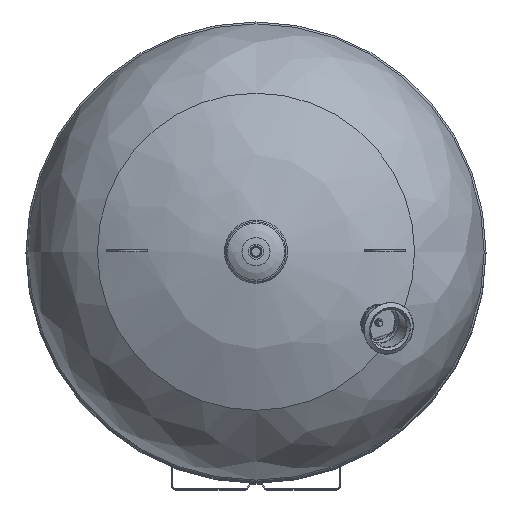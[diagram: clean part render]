
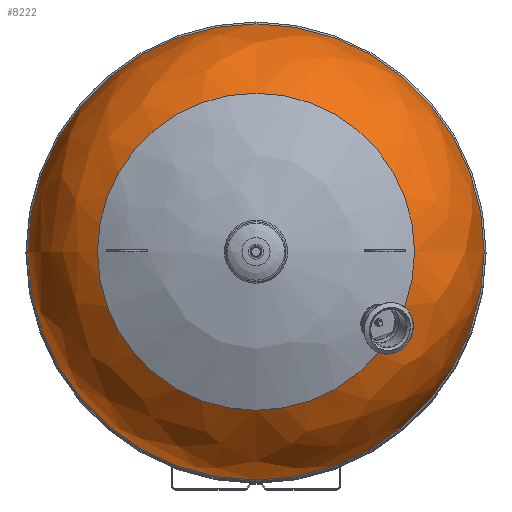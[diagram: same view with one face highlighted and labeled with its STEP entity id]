
A CAD part, top view. The second image highlights one B-rep face of the part: STEP entity #8222.
In plain terms, the highlighted free-form (B-spline) face has degree [2, 2] with [3, 9] control points.
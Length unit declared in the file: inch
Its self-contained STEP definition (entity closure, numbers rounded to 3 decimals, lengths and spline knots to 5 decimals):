
#1178=(
BOUNDED_CURVE()
B_SPLINE_CURVE(2,(#15707,#15708,#15709),.UNSPECIFIED.,.F.,.F.)
B_SPLINE_CURVE_WITH_KNOTS((3,3),(-1.05605,-0.00077),
 .UNSPECIFIED.)
CURVE()
GEOMETRIC_REPRESENTATION_ITEM()
RATIONAL_B_SPLINE_CURVE((1.,0.864,1.))
REPRESENTATION_ITEM('')
);
#1209=(
BOUNDED_SURFACE()
B_SPLINE_SURFACE(2,2,((#15680,#15681,#15682,#15683,#15684,#15685,#15686,
#15687,#15688),(#15689,#15690,#15691,#15692,#15693,#15694,#15695,#15696,
#15697),(#15698,#15699,#15700,#15701,#15702,#15703,#15704,#15705,#15706)),
 .UNSPECIFIED.,.F.,.T.,.F.)
B_SPLINE_SURFACE_WITH_KNOTS((3,3),(3,2,2,2,3),(0.00077,1.05605),
(-3.14159,-1.5708,0.,1.5708,3.14159),
 .UNSPECIFIED.)
GEOMETRIC_REPRESENTATION_ITEM()
RATIONAL_B_SPLINE_SURFACE(((1.,0.707,1.,0.707,1.,
0.707,1.,0.707,1.),(0.864,0.611,
0.864,0.611,0.864,0.611,
0.864,0.611,0.864),(1.,0.707,
1.,0.707,1.,0.707,1.,0.707,1.)))
REPRESENTATION_ITEM('')
SURFACE()
);
#2038=FACE_OUTER_BOUND('',#2707,.T.);
#2707=EDGE_LOOP('',(#6701,#6702,#6703,#6704));
#3160=CIRCLE('',#9024,14.76378);
#3161=CIRCLE('',#9025,10.26062);
#3811=VERTEX_POINT('',#15635);
#3812=VERTEX_POINT('',#15667);
#4804=EDGE_CURVE('',#3811,#3811,#3160,.T.);
#4807=EDGE_CURVE('',#3812,#3812,#3161,.T.);
#4812=EDGE_CURVE('',#3812,#3811,#1178,.T.);
#6701=ORIENTED_EDGE('',*,*,#4807,.F.);
#6702=ORIENTED_EDGE('',*,*,#4812,.T.);
#6703=ORIENTED_EDGE('',*,*,#4804,.T.);
#6704=ORIENTED_EDGE('',*,*,#4812,.F.);
#8222=ADVANCED_FACE('',(#2038),#1209,.F.);
#9024=AXIS2_PLACEMENT_3D('',#15636,#10933,#10934);
#9025=AXIS2_PLACEMENT_3D('',#15671,#10935,#10936);
#10933=DIRECTION('center_axis',(0.,0.,1.));
#10934=DIRECTION('ref_axis',(-1.,0.,0.));
#10935=DIRECTION('center_axis',(0.,0.,1.));
#10936=DIRECTION('ref_axis',(-1.,0.,0.));
#15635=CARTESIAN_POINT('',(-18.29733,-14.76378,67.4091));
#15636=CARTESIAN_POINT('Origin',(-3.53355,-14.76378,67.4091));
#15667=CARTESIAN_POINT('',(-13.79417,-14.76378,75.12286));
#15671=CARTESIAN_POINT('Origin',(-3.53355,-14.76378,75.12286));
#15680=CARTESIAN_POINT('Ctrl Pts',(-18.29733,-14.76378,
67.4091));
#15681=CARTESIAN_POINT('Ctrl Pts',(-18.29733,-29.52756,
67.4091));
#15682=CARTESIAN_POINT('Ctrl Pts',(-3.53355,-29.52756,
67.4091));
#15683=CARTESIAN_POINT('Ctrl Pts',(11.23023,-29.52756,67.4091));
#15684=CARTESIAN_POINT('Ctrl Pts',(11.23023,-14.76378,67.4091));
#15685=CARTESIAN_POINT('Ctrl Pts',(11.23023,0.,
67.4091));
#15686=CARTESIAN_POINT('Ctrl Pts',(-3.53355,0.,
67.4091));
#15687=CARTESIAN_POINT('Ctrl Pts',(-18.29733,0.,
67.4091));
#15688=CARTESIAN_POINT('Ctrl Pts',(-18.29733,-14.76378,
67.4091));
#15689=CARTESIAN_POINT('Ctrl Pts',(-18.29335,-14.76378,
72.57809));
#15690=CARTESIAN_POINT('Ctrl Pts',(-18.29335,-29.52358,
72.57809));
#15691=CARTESIAN_POINT('Ctrl Pts',(-3.53355,-29.52358,
72.57809));
#15692=CARTESIAN_POINT('Ctrl Pts',(11.22625,-29.52358,72.57809));
#15693=CARTESIAN_POINT('Ctrl Pts',(11.22625,-14.76378,72.57809));
#15694=CARTESIAN_POINT('Ctrl Pts',(11.22625,-0.00398,
72.57809));
#15695=CARTESIAN_POINT('Ctrl Pts',(-3.53355,-0.00398,
72.57809));
#15696=CARTESIAN_POINT('Ctrl Pts',(-18.29335,-0.00398,
72.57809));
#15697=CARTESIAN_POINT('Ctrl Pts',(-18.29335,-14.76378,
72.57809));
#15698=CARTESIAN_POINT('Ctrl Pts',(-13.79417,-14.76378,
75.12286));
#15699=CARTESIAN_POINT('Ctrl Pts',(-13.79417,-25.0244,75.12286));
#15700=CARTESIAN_POINT('Ctrl Pts',(-3.53355,-25.0244,75.12286));
#15701=CARTESIAN_POINT('Ctrl Pts',(6.72707,-25.0244,75.12286));
#15702=CARTESIAN_POINT('Ctrl Pts',(6.72707,-14.76378,75.12286));
#15703=CARTESIAN_POINT('Ctrl Pts',(6.72707,-4.50316,75.12286));
#15704=CARTESIAN_POINT('Ctrl Pts',(-3.53355,-4.50316,
75.12286));
#15705=CARTESIAN_POINT('Ctrl Pts',(-13.79417,-4.50316,
75.12286));
#15706=CARTESIAN_POINT('Ctrl Pts',(-13.79417,-14.76378,
75.12286));
#15707=CARTESIAN_POINT('Ctrl Pts',(-13.79417,-14.76378,
75.12286));
#15708=CARTESIAN_POINT('Ctrl Pts',(-18.29335,-14.76378,
72.57809));
#15709=CARTESIAN_POINT('Ctrl Pts',(-18.29733,-14.76378,
67.4091));
